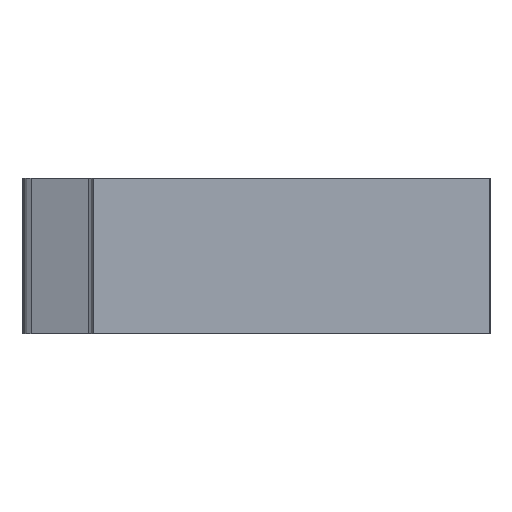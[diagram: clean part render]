
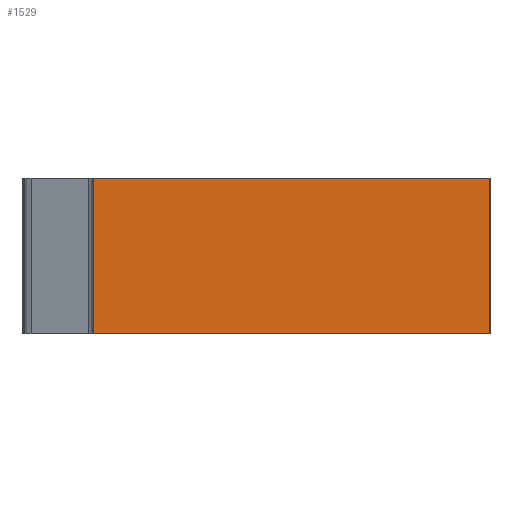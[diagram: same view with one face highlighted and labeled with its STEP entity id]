
A CAD part, left-side view. The second image highlights one B-rep face of the part: STEP entity #1529.
In plain terms, the highlighted planar face has unit normal (-1, 0, 0).
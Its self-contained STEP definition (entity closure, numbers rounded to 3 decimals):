
#739 = LINE ( 'NONE', #21764, #35227 ) ;
#998 = PLANE ( 'NONE',  #21514 ) ;
#1317 = VERTEX_POINT ( 'NONE', #34603 ) ;
#1529 = ADVANCED_FACE ( 'NONE', ( #36693 ), #998, .F. ) ;
#3126 = EDGE_CURVE ( 'NONE', #7080, #20689, #11598, .T. ) ;
#4267 = DIRECTION ( 'NONE',  ( 0., 0., -1. ) ) ;
#5865 = DIRECTION ( 'NONE',  ( 0., 1., 0. ) ) ;
#7080 = VERTEX_POINT ( 'NONE', #13022 ) ;
#7691 = LINE ( 'NONE', #20028, #14825 ) ;
#8889 = CARTESIAN_POINT ( 'NONE',  ( -0.3, -0.044, 0.5 ) ) ;
#9655 = VECTOR ( 'NONE', #32807, 1000. ) ;
#11091 = CARTESIAN_POINT ( 'NONE',  ( -0.3, 0., -0.5 ) ) ;
#11598 = LINE ( 'NONE', #8889, #9655 ) ;
#12402 = ORIENTED_EDGE ( 'NONE', *, *, #25064, .T. ) ;
#13022 = CARTESIAN_POINT ( 'NONE',  ( -0.3, -0.044, -0.5 ) ) ;
#13463 = ORIENTED_EDGE ( 'NONE', *, *, #3126, .F. ) ;
#14825 = VECTOR ( 'NONE', #31784, 1000. ) ;
#18327 = ORIENTED_EDGE ( 'NONE', *, *, #22941, .T. ) ;
#20028 = CARTESIAN_POINT ( 'NONE',  ( -0.3, 0., 0.5 ) ) ;
#20689 = VERTEX_POINT ( 'NONE', #22058 ) ;
#21478 = CARTESIAN_POINT ( 'NONE',  ( -0.3, -2.588, 0.5 ) ) ;
#21514 = AXIS2_PLACEMENT_3D ( 'NONE', #30133, #29949, #4267 ) ;
#21764 = CARTESIAN_POINT ( 'NONE',  ( -0.3, -2.588, -0.5 ) ) ;
#22058 = CARTESIAN_POINT ( 'NONE',  ( -0.3, -0.044, 0.5 ) ) ;
#22941 = EDGE_CURVE ( 'NONE', #24140, #20689, #7691, .T. ) ;
#24140 = VERTEX_POINT ( 'NONE', #21478 ) ;
#24656 = DIRECTION ( 'NONE',  ( 0., 0., 1. ) ) ;
#25064 = EDGE_CURVE ( 'NONE', #1317, #24140, #739, .T. ) ;
#25664 = EDGE_LOOP ( 'NONE', ( #13463, #37263, #12402, #18327 ) ) ;
#29949 = DIRECTION ( 'NONE',  ( 1., 0., 0. ) ) ;
#30133 = CARTESIAN_POINT ( 'NONE',  ( -0.3, 0., -0.5 ) ) ;
#31784 = DIRECTION ( 'NONE',  ( 0., 1., 0. ) ) ;
#32783 = EDGE_CURVE ( 'NONE', #1317, #7080, #37523, .T. ) ;
#32807 = DIRECTION ( 'NONE',  ( 0., 0., 1. ) ) ;
#33804 = VECTOR ( 'NONE', #5865, 1000. ) ;
#34603 = CARTESIAN_POINT ( 'NONE',  ( -0.3, -2.588, -0.5 ) ) ;
#35227 = VECTOR ( 'NONE', #24656, 1000. ) ;
#36693 = FACE_OUTER_BOUND ( 'NONE', #25664, .T. ) ;
#37263 = ORIENTED_EDGE ( 'NONE', *, *, #32783, .F. ) ;
#37523 = LINE ( 'NONE', #11091, #33804 ) ;
